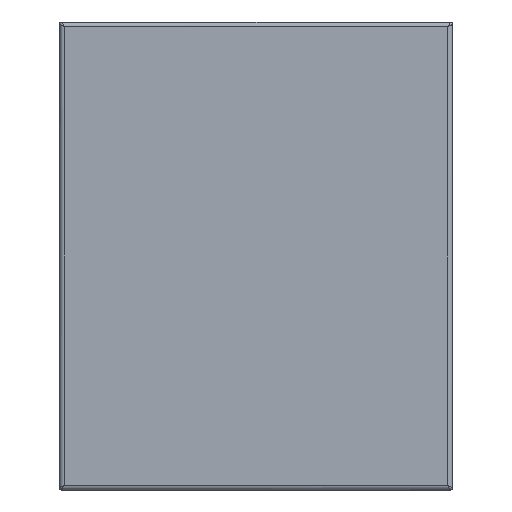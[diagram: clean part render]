
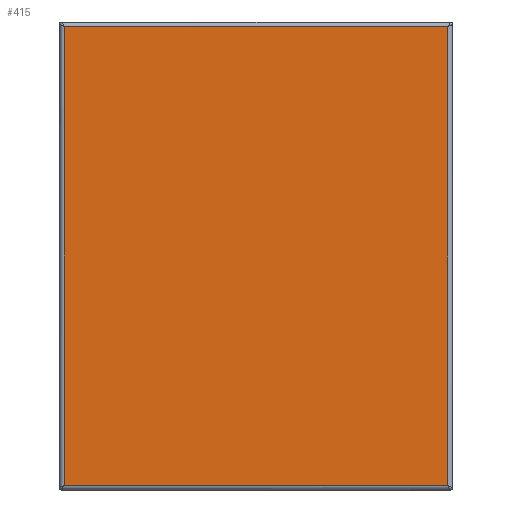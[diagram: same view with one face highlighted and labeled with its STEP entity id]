
A CAD part, left-side view. The second image highlights one B-rep face of the part: STEP entity #415.
In plain terms, the highlighted planar face has unit normal (-1, 0, 0).
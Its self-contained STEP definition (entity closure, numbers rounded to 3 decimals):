
#115 = LINE ( 'NONE', #2060, #1152 ) ;
#141 = LINE ( 'NONE', #2496, #2360 ) ;
#415 = ADVANCED_FACE ( 'NONE', ( #2321 ), #540, .F. ) ;
#481 = ORIENTED_EDGE ( 'NONE', *, *, #1446, .T. ) ;
#540 = PLANE ( 'NONE',  #1971 ) ;
#566 = EDGE_CURVE ( 'NONE', #1372, #1988, #1426, .T. ) ;
#594 = VECTOR ( 'NONE', #1034, 1000. ) ;
#738 = ORIENTED_EDGE ( 'NONE', *, *, #1315, .T. ) ;
#787 = CARTESIAN_POINT ( 'NONE',  ( -2.85, 4.15, -2.45 ) ) ;
#860 = CARTESIAN_POINT ( 'NONE',  ( -2.85, 0.05, 2.45 ) ) ;
#930 = ORIENTED_EDGE ( 'NONE', *, *, #1085, .T. ) ;
#1034 = DIRECTION ( 'NONE',  ( 0., -1., 0. ) ) ;
#1085 = EDGE_CURVE ( 'NONE', #1988, #1091, #1210, .T. ) ;
#1087 = CARTESIAN_POINT ( 'NONE',  ( -2.85, 4.15, 2.45 ) ) ;
#1091 = VERTEX_POINT ( 'NONE', #1985 ) ;
#1138 = DIRECTION ( 'NONE',  ( 1., 0., 0. ) ) ;
#1152 = VECTOR ( 'NONE', #1629, 1000. ) ;
#1210 = LINE ( 'NONE', #1816, #594 ) ;
#1315 = EDGE_CURVE ( 'NONE', #1091, #1490, #115, .T. ) ;
#1372 = VERTEX_POINT ( 'NONE', #1087 ) ;
#1426 = LINE ( 'NONE', #1627, #1869 ) ;
#1446 = EDGE_CURVE ( 'NONE', #1490, #1372, #141, .T. ) ;
#1490 = VERTEX_POINT ( 'NONE', #860 ) ;
#1627 = CARTESIAN_POINT ( 'NONE',  ( -2.85, 4.15, -2.5 ) ) ;
#1629 = DIRECTION ( 'NONE',  ( 0., 0., 1. ) ) ;
#1672 = DIRECTION ( 'NONE',  ( 0., 1., 0. ) ) ;
#1732 = DIRECTION ( 'NONE',  ( 0., 0., 1. ) ) ;
#1816 = CARTESIAN_POINT ( 'NONE',  ( -2.85, 0., -2.45 ) ) ;
#1869 = VECTOR ( 'NONE', #2209, 1000. ) ;
#1924 = CARTESIAN_POINT ( 'NONE',  ( -2.85, 0., 0. ) ) ;
#1971 = AXIS2_PLACEMENT_3D ( 'NONE', #1924, #1138, #1732 ) ;
#1985 = CARTESIAN_POINT ( 'NONE',  ( -2.85, 0.05, -2.45 ) ) ;
#1988 = VERTEX_POINT ( 'NONE', #787 ) ;
#2060 = CARTESIAN_POINT ( 'NONE',  ( -2.85, 0.05, 2.5 ) ) ;
#2158 = ORIENTED_EDGE ( 'NONE', *, *, #566, .T. ) ;
#2209 = DIRECTION ( 'NONE',  ( 0., 0., -1. ) ) ;
#2237 = EDGE_LOOP ( 'NONE', ( #481, #2158, #930, #738 ) ) ;
#2321 = FACE_OUTER_BOUND ( 'NONE', #2237, .T. ) ;
#2360 = VECTOR ( 'NONE', #1672, 1000. ) ;
#2496 = CARTESIAN_POINT ( 'NONE',  ( -2.85, 4.2, 2.45 ) ) ;
